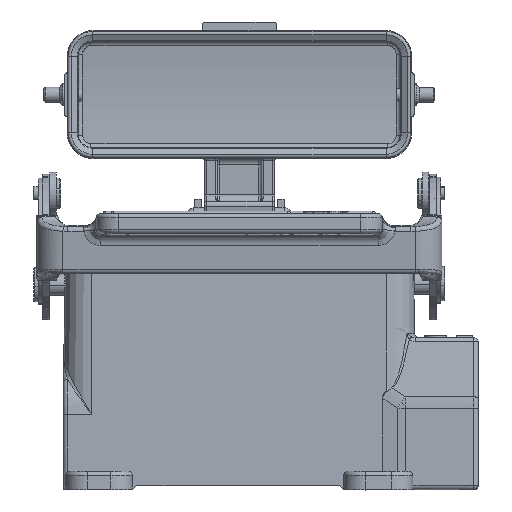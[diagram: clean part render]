
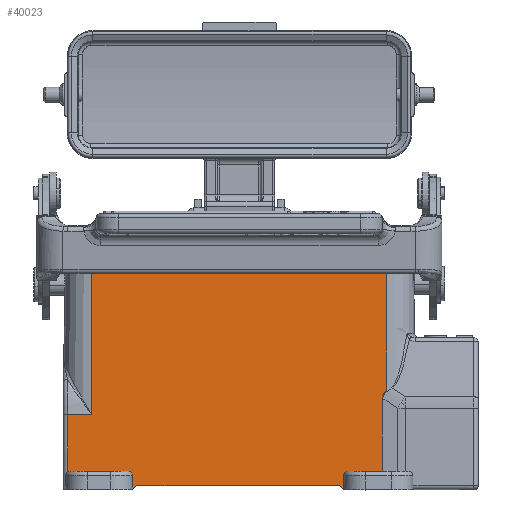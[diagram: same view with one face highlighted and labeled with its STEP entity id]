
A CAD part, top view. The second image highlights one B-rep face of the part: STEP entity #40023.
In plain terms, the highlighted planar face has unit normal (0, 0.018, 1).
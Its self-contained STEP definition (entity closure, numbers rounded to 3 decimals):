
#8483=DIRECTION('',(-1.,0.,0.));
#8484=VECTOR('',#8483,68.);
#8485=CARTESIAN_POINT('',(34.,-1.991,14.759));
#8486=LINE('',#8485,#8484);
#8582=DIRECTION('',(1.,0.,0.));
#8583=VECTOR('',#8582,46.6);
#8584=CARTESIAN_POINT('',(-23.6,-57.5,
15.727));
#8585=LINE('',#8584,#8583);
#8626=CARTESIAN_POINT('',(34.,-35.81,15.349));
#8627=CARTESIAN_POINT('',(33.912,-35.851,15.35));
#8628=CARTESIAN_POINT('',(33.748,-35.939,15.351));
#8629=CARTESIAN_POINT('',(33.536,-36.092,15.354));
#8630=CARTESIAN_POINT('',(33.357,-36.266,15.357));
#8631=CARTESIAN_POINT('',(33.21,-36.459,15.36));
#8632=CARTESIAN_POINT('',(33.095,-36.673,15.364));
#8633=CARTESIAN_POINT('',(33.009,-36.912,15.368));
#8634=CARTESIAN_POINT('',(32.954,-37.182,15.373));
#8635=CARTESIAN_POINT('',(32.941,-37.387,15.376));
#8636=CARTESIAN_POINT('',(32.941,-37.496,15.378));
#8638=DIRECTION('',(-1.,0.,0.));
#8639=VECTOR('',#8638,7.885);
#8640=CARTESIAN_POINT('',(32.941,-54.3,15.672));
#8641=LINE('',#8640,#8639);
#8642=CARTESIAN_POINT('',(25.056,-54.3,15.672));
#8643=CARTESIAN_POINT('',(24.949,-54.3,15.672));
#8644=CARTESIAN_POINT('',(24.746,-54.333,15.672));
#8645=CARTESIAN_POINT('',(24.464,-54.474,15.675));
#8646=CARTESIAN_POINT('',(24.241,-54.693,15.678));
#8647=CARTESIAN_POINT('',(24.094,-54.973,15.683));
#8648=CARTESIAN_POINT('',(24.058,-55.175,15.687));
#8649=CARTESIAN_POINT('',(24.056,-55.283,15.689));
#8651=DIRECTION('',(-0.017,-1.,0.017));
#8652=VECTOR('',#8651,3.218);
#8653=CARTESIAN_POINT('',(24.056,-55.283,15.689));
#8654=LINE('',#8653,#8652);
#8655=DIRECTION('',(-0.707,0.707,-0.012));
#8656=VECTOR('',#8655,1.414);
#8657=CARTESIAN_POINT('',(24.,-58.5,15.745));
#8658=LINE('',#8657,#8656);
#8659=DIRECTION('',(-0.707,-0.707,0.012));
#8660=VECTOR('',#8659,1.414);
#8661=CARTESIAN_POINT('',(-23.6,-57.5,
15.727));
#8662=LINE('',#8661,#8660);
#8663=DIRECTION('',(-0.017,1.,-0.017));
#8664=VECTOR('',#8663,3.218);
#8665=CARTESIAN_POINT('',(-24.6,-58.5,
15.745));
#8666=LINE('',#8665,#8664);
#8667=CARTESIAN_POINT('',(-24.656,-55.283,
15.689));
#8668=CARTESIAN_POINT('',(-24.658,-55.175,
15.687));
#8669=CARTESIAN_POINT('',(-24.694,-54.973,
15.683));
#8670=CARTESIAN_POINT('',(-24.841,-54.693,
15.678));
#8671=CARTESIAN_POINT('',(-25.064,-54.474,
15.675));
#8672=CARTESIAN_POINT('',(-25.346,-54.333,
15.672));
#8673=CARTESIAN_POINT('',(-25.549,-54.3,
15.672));
#8674=CARTESIAN_POINT('',(-25.656,-54.3,
15.672));
#8676=DIRECTION('',(-1.,0.,0.));
#8677=VECTOR('',#8676,13.388);
#8678=CARTESIAN_POINT('',(-25.656,-54.3,
15.672));
#8679=LINE('',#8678,#8677);
#8680=CARTESIAN_POINT('',(-39.044,-54.3,
15.672));
#8681=CARTESIAN_POINT('',(-39.111,-54.3,
15.672));
#8682=CARTESIAN_POINT('',(-39.243,-54.313,
15.672));
#8683=CARTESIAN_POINT('',(-39.428,-54.369,
15.673));
#8684=CARTESIAN_POINT('',(-39.544,-54.431,
15.674));
#8685=CARTESIAN_POINT('',(-39.6,-54.469,
15.675));
#8711=DIRECTION('',(0.,1.,-0.017));
#8712=VECTOR('',#8711,33.824);
#8713=CARTESIAN_POINT('',(34.,-35.81,15.349));
#8714=LINE('',#8713,#8712);
#9178=DIRECTION('',(0.,1.,-0.017));
#9179=VECTOR('',#9178,16.807);
#9180=CARTESIAN_POINT('',(32.941,-54.3,15.672));
#9181=LINE('',#9180,#9179);
#11309=DIRECTION('',(0.,-1.,0.017));
#11310=VECTOR('',#11309,13.24);
#11311=CARTESIAN_POINT('',(-39.6,-41.23,15.443));
#11312=LINE('',#11311,#11310);
#11373=DIRECTION('',(-1.,0.,0.));
#11374=VECTOR('',#11373,5.6);
#11375=CARTESIAN_POINT('',(-34.,-41.23,
15.443));
#11376=LINE('',#11375,#11374);
#11436=DIRECTION('',(0.,-1.,0.017));
#11437=VECTOR('',#11436,39.245);
#11438=CARTESIAN_POINT('',(-34.,-1.991,
14.759));
#11439=LINE('',#11438,#11437);
#23924=CARTESIAN_POINT('',(23.,-57.5,
15.727));
#23925=VERTEX_POINT('',#23924);
#23926=CARTESIAN_POINT('',(24.,-58.5,
15.745));
#23927=VERTEX_POINT('',#23926);
#23928=CARTESIAN_POINT('',(-23.6,-57.5,
15.727));
#23929=VERTEX_POINT('',#23928);
#23939=CARTESIAN_POINT('',(34.,-35.81,
15.349));
#23940=CARTESIAN_POINT('',(34.,-1.991,
14.759));
#23941=VERTEX_POINT('',#23939);
#23942=VERTEX_POINT('',#23940);
#23943=VERTEX_POINT('',#8636);
#23944=CARTESIAN_POINT('',(32.941,-54.3,
15.672));
#23945=VERTEX_POINT('',#23944);
#23946=CARTESIAN_POINT('',(25.056,-54.3,
15.672));
#23947=VERTEX_POINT('',#23946);
#23948=VERTEX_POINT('',#8649);
#23949=CARTESIAN_POINT('',(-24.6,-58.5,
15.745));
#23950=VERTEX_POINT('',#23949);
#23951=CARTESIAN_POINT('',(-24.656,-55.283,
15.689));
#23952=VERTEX_POINT('',#23951);
#23953=VERTEX_POINT('',#8674);
#23954=CARTESIAN_POINT('',(-39.044,-54.3,
15.672));
#23955=VERTEX_POINT('',#23954);
#23956=VERTEX_POINT('',#8685);
#23957=CARTESIAN_POINT('',(-39.6,-41.23,15.443));
#23958=VERTEX_POINT('',#23957);
#23959=CARTESIAN_POINT('',(-34.,-41.23,
15.443));
#23960=VERTEX_POINT('',#23959);
#23961=CARTESIAN_POINT('',(-34.,-1.991,
14.759));
#23962=VERTEX_POINT('',#23961);
#39985=CARTESIAN_POINT('',(-2.8,-30.246,
15.252));
#39986=DIRECTION('',(0.,0.017,1.));
#39987=DIRECTION('',(0.,-1.,0.017));
#39988=AXIS2_PLACEMENT_3D('',#39985,#39986,#39987);
#39989=PLANE('',#39988);
#39991=ORIENTED_EDGE('',*,*,#39990,.F.);
#39993=ORIENTED_EDGE('',*,*,#39992,.T.);
#39995=ORIENTED_EDGE('',*,*,#39994,.F.);
#39997=ORIENTED_EDGE('',*,*,#39996,.T.);
#39999=ORIENTED_EDGE('',*,*,#39998,.T.);
#40001=ORIENTED_EDGE('',*,*,#40000,.T.);
#40002=ORIENTED_EDGE('',*,*,#39953,.T.);
#40003=ORIENTED_EDGE('',*,*,#39966,.F.);
#40005=ORIENTED_EDGE('',*,*,#40004,.T.);
#40007=ORIENTED_EDGE('',*,*,#40006,.T.);
#40009=ORIENTED_EDGE('',*,*,#40008,.T.);
#40011=ORIENTED_EDGE('',*,*,#40010,.T.);
#40013=ORIENTED_EDGE('',*,*,#40012,.T.);
#40015=ORIENTED_EDGE('',*,*,#40014,.F.);
#40017=ORIENTED_EDGE('',*,*,#40016,.F.);
#40019=ORIENTED_EDGE('',*,*,#40018,.F.);
#40020=ORIENTED_EDGE('',*,*,#39858,.F.);
#40021=EDGE_LOOP('',(#39991,#39993,#39995,#39997,#39999,#40001,#40002,#40003,
#40005,#40007,#40009,#40011,#40013,#40015,#40017,#40019,#40020));
#40022=FACE_OUTER_BOUND('',#40021,.F.);
#40023=ADVANCED_FACE('',(#40022),#39989,.T.);
#8637=B_SPLINE_CURVE_WITH_KNOTS('',3,(#8626,#8627,#8628,#8629,#8630,#8631,#8632,
#8633,#8634,#8635,#8636),.UNSPECIFIED.,.F.,.F.,(4,1,1,1,1,1,1,1,4),(0.,
0.125,0.25,0.375,0.5,0.625,0.75,0.875,1.),.UNSPECIFIED.);
#8650=B_SPLINE_CURVE_WITH_KNOTS('',3,(#8642,#8643,#8644,#8645,#8646,#8647,#8648,
#8649),.UNSPECIFIED.,.F.,.F.,(4,1,1,1,1,4),(0.,0.2,0.4,0.6,0.8,1.),
.UNSPECIFIED.);
#8675=B_SPLINE_CURVE_WITH_KNOTS('',3,(#8667,#8668,#8669,#8670,#8671,#8672,#8673,
#8674),.UNSPECIFIED.,.F.,.F.,(4,1,1,1,1,4),(0.,0.2,0.4,0.6,0.8,1.),
.UNSPECIFIED.);
#8686=B_SPLINE_CURVE_WITH_KNOTS('',3,(#8680,#8681,#8682,#8683,#8684,#8685),
.UNSPECIFIED.,.F.,.F.,(4,1,1,4),(0.,0.333,0.667,1.),
.UNSPECIFIED.);
#39858=EDGE_CURVE('',#23942,#23962,#8486,.T.);
#39953=EDGE_CURVE('',#23927,#23925,#8658,.T.);
#39966=EDGE_CURVE('',#23929,#23925,#8585,.T.);
#39990=EDGE_CURVE('',#23941,#23942,#8714,.T.);
#39992=EDGE_CURVE('',#23941,#23943,#8637,.T.);
#39994=EDGE_CURVE('',#23945,#23943,#9181,.T.);
#39996=EDGE_CURVE('',#23945,#23947,#8641,.T.);
#39998=EDGE_CURVE('',#23947,#23948,#8650,.T.);
#40000=EDGE_CURVE('',#23948,#23927,#8654,.T.);
#40004=EDGE_CURVE('',#23929,#23950,#8662,.T.);
#40006=EDGE_CURVE('',#23950,#23952,#8666,.T.);
#40008=EDGE_CURVE('',#23952,#23953,#8675,.T.);
#40010=EDGE_CURVE('',#23953,#23955,#8679,.T.);
#40012=EDGE_CURVE('',#23955,#23956,#8686,.T.);
#40014=EDGE_CURVE('',#23958,#23956,#11312,.T.);
#40016=EDGE_CURVE('',#23960,#23958,#11376,.T.);
#40018=EDGE_CURVE('',#23962,#23960,#11439,.T.);
